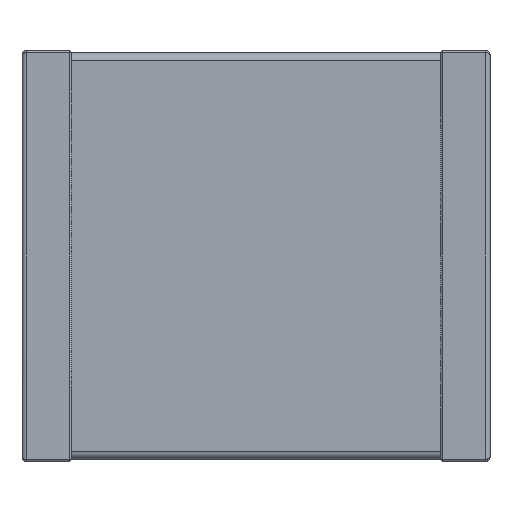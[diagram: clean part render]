
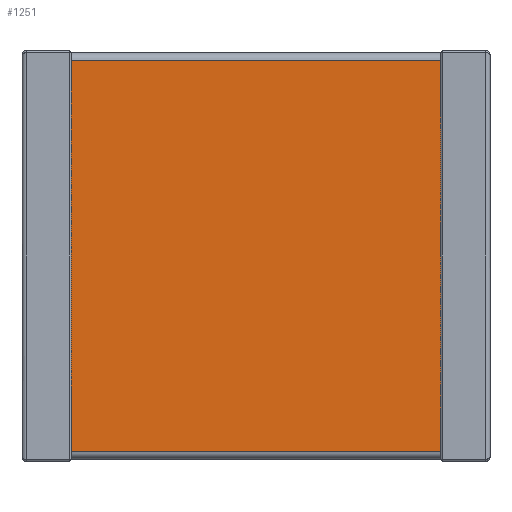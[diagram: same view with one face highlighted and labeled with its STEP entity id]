
A CAD part, front view. The second image highlights one B-rep face of the part: STEP entity #1251.
In plain terms, the highlighted planar face has unit normal (0, -1, 0).
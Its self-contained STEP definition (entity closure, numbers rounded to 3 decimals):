
#125 = DIRECTION ( 'NONE',  ( -1., 0., 0. ) ) ;
#184 = CARTESIAN_POINT ( 'NONE',  ( -2.25, 0.025, -2.375 ) ) ;
#262 = ORIENTED_EDGE ( 'NONE', *, *, #1944, .T. ) ;
#284 = EDGE_CURVE ( 'NONE', #2058, #1716, #318, .T. ) ;
#317 = EDGE_CURVE ( 'NONE', #2058, #673, #2281, .T. ) ;
#318 = LINE ( 'NONE', #749, #2582 ) ;
#415 = DIRECTION ( 'NONE',  ( 0., 0., -1. ) ) ;
#463 = FACE_OUTER_BOUND ( 'NONE', #1531, .T. ) ;
#471 = VECTOR ( 'NONE', #922, 1000. ) ;
#616 = DIRECTION ( 'NONE',  ( 0., 0., 1. ) ) ;
#673 = VERTEX_POINT ( 'NONE', #2003 ) ;
#720 = LINE ( 'NONE', #2639, #818 ) ;
#749 = CARTESIAN_POINT ( 'NONE',  ( 2.25, 0.025, 2.375 ) ) ;
#818 = VECTOR ( 'NONE', #1642, 1000. ) ;
#822 = DIRECTION ( 'NONE',  ( 0., 1., 0. ) ) ;
#922 = DIRECTION ( 'NONE',  ( 0., 0., -1. ) ) ;
#929 = ORIENTED_EDGE ( 'NONE', *, *, #2148, .T. ) ;
#1089 = AXIS2_PLACEMENT_3D ( 'NONE', #1445, #822, #616 ) ;
#1222 = ORIENTED_EDGE ( 'NONE', *, *, #284, .T. ) ;
#1229 = PLANE ( 'NONE',  #1089 ) ;
#1251 = ADVANCED_FACE ( 'NONE', ( #463 ), #1229, .F. ) ;
#1445 = CARTESIAN_POINT ( 'NONE',  ( 2.25, 0.025, -2.475 ) ) ;
#1531 = EDGE_LOOP ( 'NONE', ( #262, #929, #2531, #1222 ) ) ;
#1642 = DIRECTION ( 'NONE',  ( 1., 0., 0. ) ) ;
#1716 = VERTEX_POINT ( 'NONE', #2211 ) ;
#1742 = VECTOR ( 'NONE', #415, 1000. ) ;
#1785 = VERTEX_POINT ( 'NONE', #184 ) ;
#1899 = LINE ( 'NONE', #2551, #471 ) ;
#1944 = EDGE_CURVE ( 'NONE', #1716, #1785, #1899, .T. ) ;
#2003 = CARTESIAN_POINT ( 'NONE',  ( 2.25, 0.025, -2.375 ) ) ;
#2058 = VERTEX_POINT ( 'NONE', #2179 ) ;
#2148 = EDGE_CURVE ( 'NONE', #1785, #673, #720, .T. ) ;
#2179 = CARTESIAN_POINT ( 'NONE',  ( 2.25, 0.025, 2.375 ) ) ;
#2211 = CARTESIAN_POINT ( 'NONE',  ( -2.25, 0.025, 2.375 ) ) ;
#2222 = CARTESIAN_POINT ( 'NONE',  ( 2.25, 0.025, -2.475 ) ) ;
#2281 = LINE ( 'NONE', #2222, #1742 ) ;
#2531 = ORIENTED_EDGE ( 'NONE', *, *, #317, .F. ) ;
#2551 = CARTESIAN_POINT ( 'NONE',  ( -2.25, 0.025, -2.475 ) ) ;
#2582 = VECTOR ( 'NONE', #125, 1000. ) ;
#2639 = CARTESIAN_POINT ( 'NONE',  ( 2.25, 0.025, -2.375 ) ) ;
